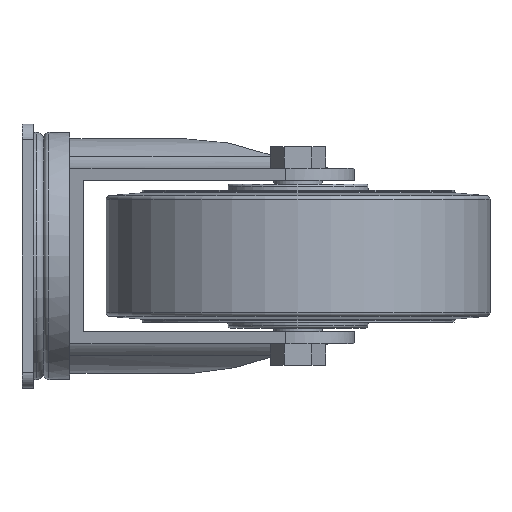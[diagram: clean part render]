
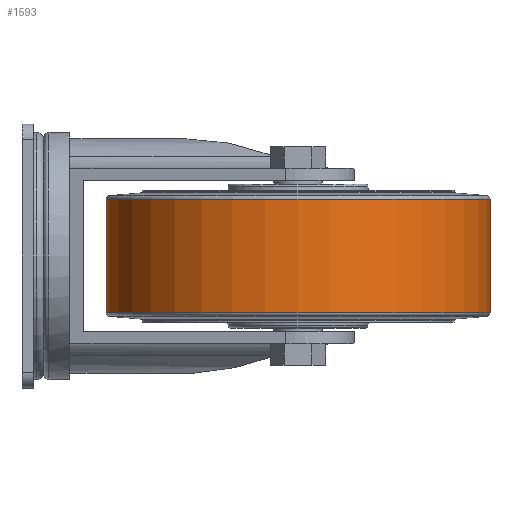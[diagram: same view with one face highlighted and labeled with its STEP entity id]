
A CAD part, left-side view. The second image highlights one B-rep face of the part: STEP entity #1593.
In plain terms, the highlighted cylindrical face has radius 80 mm (diameter 160 mm), a full revolution.
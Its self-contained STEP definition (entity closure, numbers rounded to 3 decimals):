
#728=ORIENTED_EDGE('',*,*,#950,.T.);
#729=ORIENTED_EDGE('',*,*,#949,.F.);
#949=EDGE_CURVE('',#1100,#1100,#1177,.T.);
#950=EDGE_CURVE('',#1101,#1101,#1178,.T.);
#1100=VERTEX_POINT('',#2739);
#1101=VERTEX_POINT('',#2742);
#1177=CIRCLE('',#1776,80.);
#1178=CIRCLE('',#1778,80.);
#1309=EDGE_LOOP('',(#728));
#1310=EDGE_LOOP('',(#729));
#1453=FACE_BOUND('',#1309,.T.);
#1454=FACE_BOUND('',#1310,.T.);
#1506=CYLINDRICAL_SURFACE('',#1777,80.);
#1593=ADVANCED_FACE('',(#1453,#1454),#1506,.T.);
#1776=AXIS2_PLACEMENT_3D('',#2738,#2234,#2235);
#1777=AXIS2_PLACEMENT_3D('',#2740,#2236,#2237);
#1778=AXIS2_PLACEMENT_3D('',#2741,#2238,#2239);
#2234=DIRECTION('',(0.,0.,-1.));
#2235=DIRECTION('',(-1.,0.,0.));
#2236=DIRECTION('',(0.,0.,-1.));
#2237=DIRECTION('',(-1.,0.,0.));
#2238=DIRECTION('',(0.,0.,-1.));
#2239=DIRECTION('',(-1.,0.,0.));
#2738=CARTESIAN_POINT('',(0.,0.,-23.626));
#2739=CARTESIAN_POINT('',(-80.,0.,-23.626));
#2740=CARTESIAN_POINT('',(0.,0.,-30.));
#2741=CARTESIAN_POINT('',(0.,0.,23.626));
#2742=CARTESIAN_POINT('',(-80.,0.,23.626));
